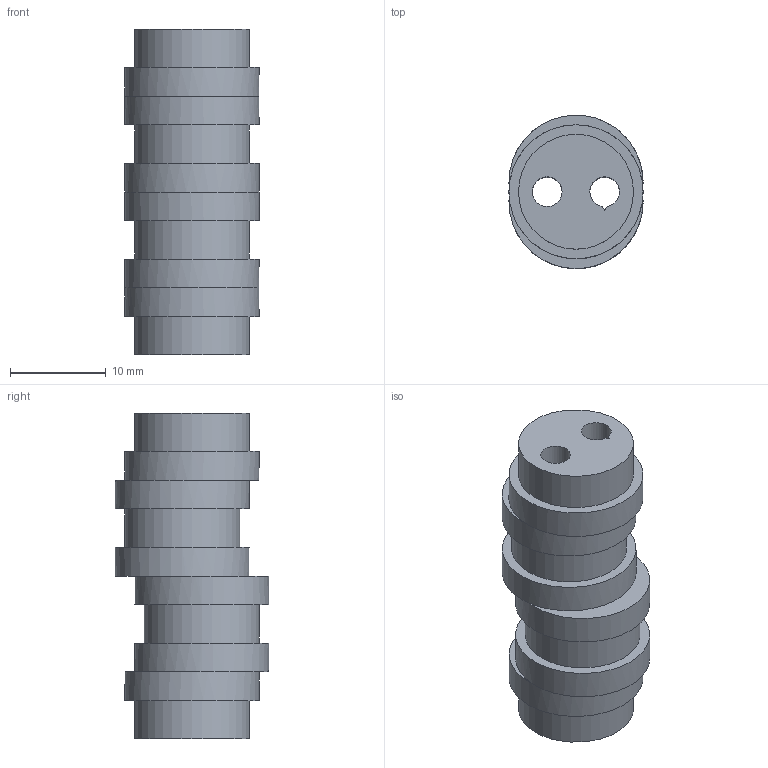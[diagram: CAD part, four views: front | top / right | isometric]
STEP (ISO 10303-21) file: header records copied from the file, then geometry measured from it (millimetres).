
FILE_DESCRIPTION(/* description */ (''),/* implementation_level */ '2;1');
FILE_NAME(/* name */ 'Shaft v5.step',/* time_stamp */ '2024-05-28T16:33:39+02:00',/* author */ (''),/* organization */ (''),/* preprocessor_version */ 'ST-DEVELOPER v20',/* originating_system */ 'Autodesk Translation Framework v13.14.0.145',/* authorisation */ '');
FILE_SCHEMA (('AUTOMOTIVE_DESIGN { 1 0 10303 214 3 1 1 }'));
Length unit declared in the file: millimetre
Products named in the file (5): Shaft; Normalny; Shifted; Shifted_2; normalny2
Assembly tree (4 placements, depth 2):
  Shaft
    Normalny
    Shifted
    Shifted_2
    normalny2
Bounding box: 14 x 16 x 34 mm (x, y, z)
Volume: 4064 mm3; surface area: 3213.6 mm2
Topology: 4 solids, 4 shells, 43 faces, 90 edges, 58 vertices
Faces by surface type: plane 25, cylinder 18
Full cylindrical faces by diameter (mm): 3.1 x4, 12 x4, 14 x6
Entity records: 1345 total; most frequent: DIRECTION 242, CARTESIAN_POINT 200, ORIENTED_EDGE 180, AXIS2_PLACEMENT_3D 100, EDGE_CURVE 90, EDGE_LOOP 62, VERTEX_POINT 58, CIRCLE 48
